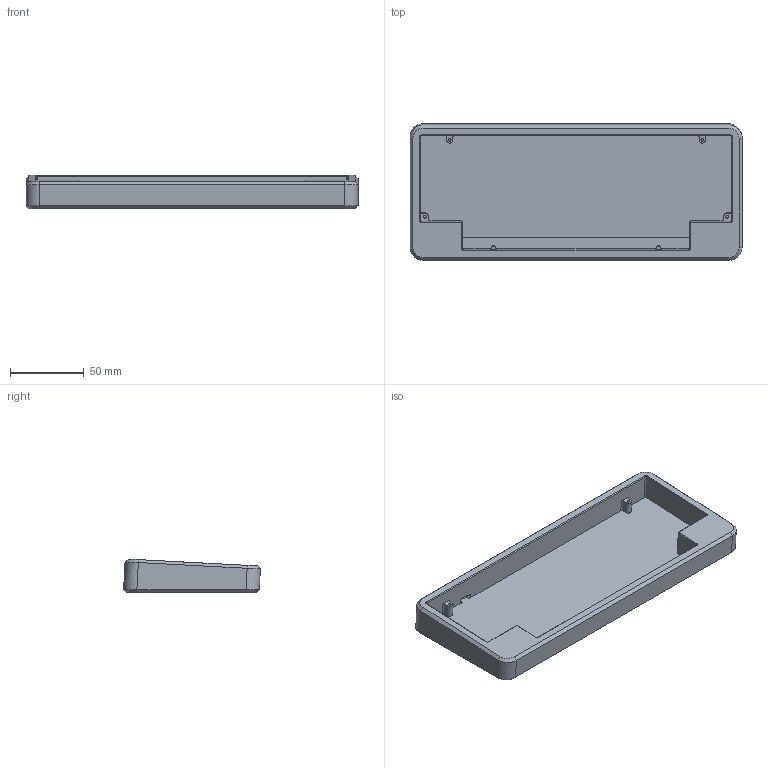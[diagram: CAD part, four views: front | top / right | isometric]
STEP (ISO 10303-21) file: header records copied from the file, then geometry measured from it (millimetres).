
FILE_DESCRIPTION(/* description */ (''),/* implementation_level */ '2;1');
FILE_NAME(/* name */ 'HHKB Vault35 MFR2.step',/* time_stamp */ '2024-01-09T21:13:50-08:00',/* author */ (''),/* organization */ (''),/* preprocessor_version */ 'ST-DEVELOPER v20',/* originating_system */ 'Autodesk Translation Framework v12.14.0.127',/* authorisation */ '');
FILE_SCHEMA (('AUTOMOTIVE_DESIGN { 1 0 10303 214 3 1 1 }'));
Length unit declared in the file: millimetre
Products named in the file (1): HHKB Vault35 MFR2
Bounding box: 225.3 x 92.82 x 22.96 mm (x, y, z)
Volume: 147388.6 mm3; surface area: 63223.8 mm2
Topology: 1 solids, 1 shells, 128 faces, 323 edges, 202 vertices
Faces by surface type: plane 62, cylinder 42, cone 16, bspline 8
Full cylindrical faces by diameter (mm): 1.8 x4
Entity records: 4000 total; most frequent: CARTESIAN_POINT 870, ORIENTED_EDGE 646, DIRECTION 645, EDGE_CURVE 323, AXIS2_PLACEMENT_3D 217, LINE 211, VECTOR 211, VERTEX_POINT 202
